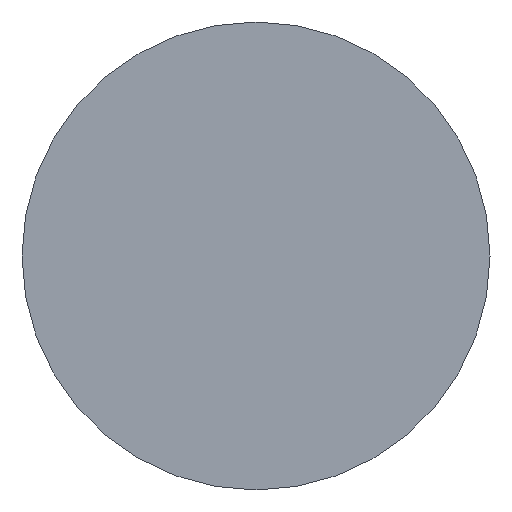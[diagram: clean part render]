
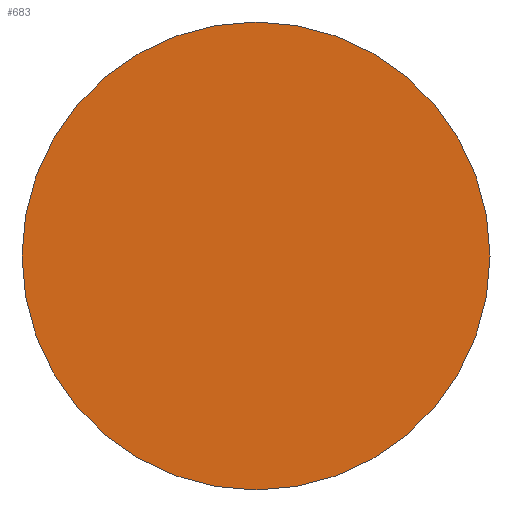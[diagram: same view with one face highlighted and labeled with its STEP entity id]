
A CAD part, front view. The second image highlights one B-rep face of the part: STEP entity #683.
In plain terms, the highlighted planar face has unit normal (0, -1, 0).
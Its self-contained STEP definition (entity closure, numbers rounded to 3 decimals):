
#71=FACE_OUTER_BOUND('',#111,.T.);
#111=EDGE_LOOP('',(#577));
#158=CIRCLE('',#783,5.5);
#307=VERTEX_POINT('',#1173);
#397=EDGE_CURVE('',#307,#307,#158,.T.);
#577=ORIENTED_EDGE('',*,*,#397,.T.);
#610=PLANE('',#784);
#683=ADVANCED_FACE('',(#71),#610,.T.);
#783=AXIS2_PLACEMENT_3D('',#1174,#982,#983);
#784=AXIS2_PLACEMENT_3D('',#1176,#985,#986);
#982=DIRECTION('center_axis',(0.,-1.,0.));
#983=DIRECTION('ref_axis',(1.,0.,0.));
#985=DIRECTION('center_axis',(0.,-1.,0.));
#986=DIRECTION('ref_axis',(0.,0.,-1.));
#1173=CARTESIAN_POINT('',(-5.5,0.,0.));
#1174=CARTESIAN_POINT('Origin',(0.,0.,
0.));
#1176=CARTESIAN_POINT('Origin',(2.75,0.,0.));
